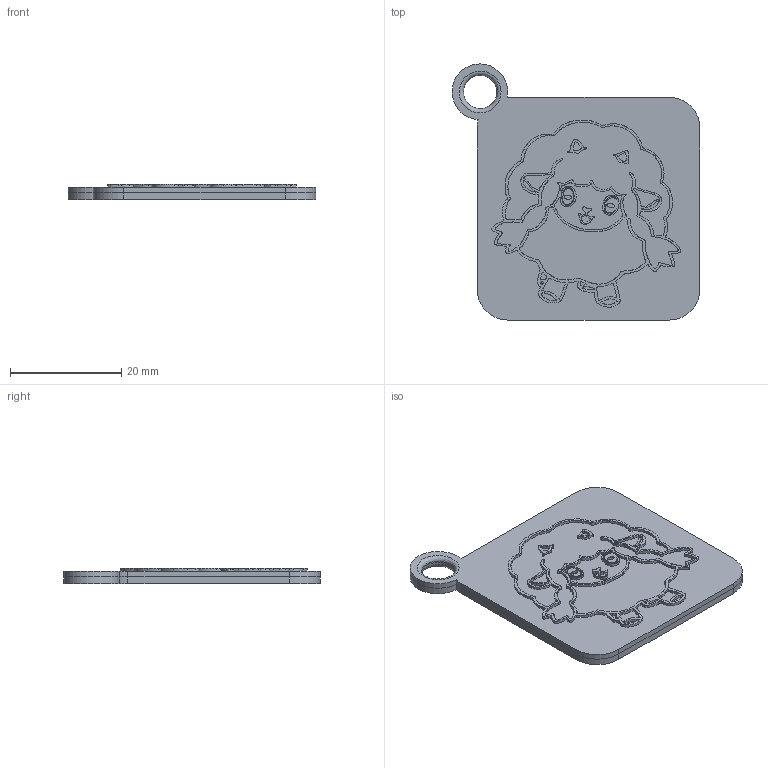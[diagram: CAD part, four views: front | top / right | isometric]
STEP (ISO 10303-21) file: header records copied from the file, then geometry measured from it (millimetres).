
FILE_DESCRIPTION(/* description */ ('','CAx-IF Rec.Pracs.---Representation and Presentation of Product Manufacturing Information (PMI)---4.0---2014-10-13'),/* implementation_level */ '2;1');
FILE_NAME(/* name */ 'b6e8b560-c7bd-4e0d-8068-faa347f1cff5.step',/* time_stamp */ '2025-02-01T03:55:08Z',/* author */ (''),/* organization */ (''),/* preprocessor_version */ 'ST-DEVELOPER v20',/* originating_system */ 'Autodesk Translation Framework v13.20.0.188',/* authorisation */ '');
FILE_SCHEMA (('AP242_MANAGED_MODEL_BASED_3D_ENGINEERING_MIM_LF { 1 0 10303 442 1 1 4 }'));
Length unit declared in the file: millimetre
Products named in the file (1): wooloo nfc keychain
Bounding box: 44.49 x 46 x 2.7 mm (x, y, z)
Volume: 3410.6 mm3; surface area: 7194.5 mm2
Topology: 2 solids, 2 shells, 606 faces, 1718 edges, 1145 vertices
Faces by surface type: bspline 498, plane 92, cylinder 15, torus 1
Full cylindrical faces by diameter (mm): 6 x2, 25.4 x1
Entity records: 20939 total; most frequent: CARTESIAN_POINT 10067, ORIENTED_EDGE 3436, EDGE_CURVE 1718, VERTEX_POINT 1145, DIRECTION 969, LINE 689, VECTOR 689, EDGE_LOOP 639
